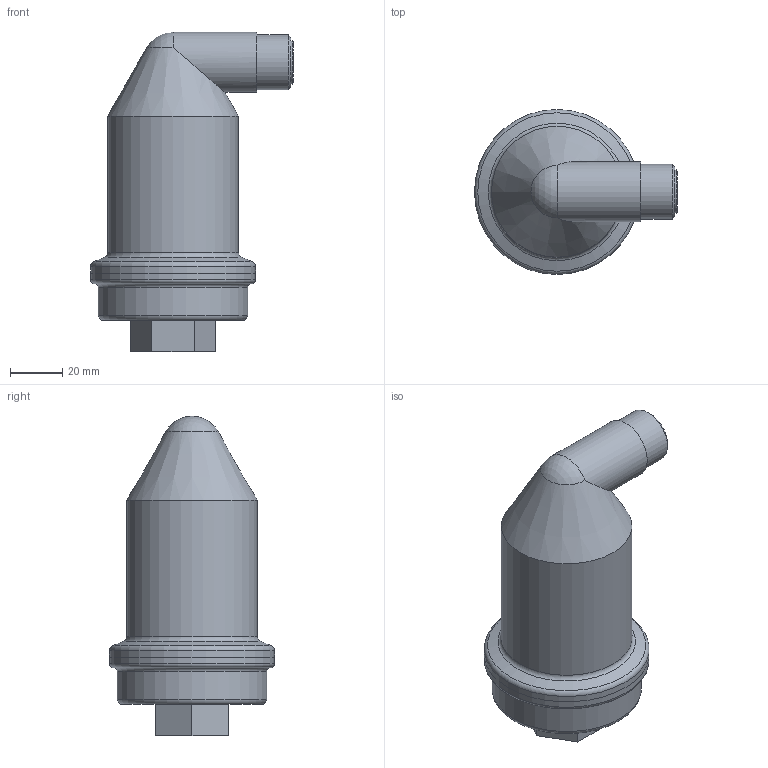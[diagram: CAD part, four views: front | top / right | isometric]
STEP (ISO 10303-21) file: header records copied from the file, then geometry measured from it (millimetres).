
FILE_DESCRIPTION(/* description */ (''),/* implementation_level */ '2;1');
FILE_NAME(/* name */ '3d_ExvoidT1_2S-9250600.stp',/* time_stamp */ '2015-12-07T14:52:11+01:00',/* author */ ('Andrzej'),/* organization */ (''),/* preprocessor_version */ 'ST-DEVELOPER v15.5',/* originating_system */ 'AutoCAD Mechanical',/* authorisation */ '');
FILE_SCHEMA (('AUTOMOTIVE_DESIGN { 1 0 10303 214 3 1 1 }'));
Length unit declared in the file: millimetre
Products named in the file (1): Product
Bounding box: 77.5 x 63 x 122 mm (x, y, z)
Volume: 216732 mm3; surface area: 30666.2 mm2
Topology: 2 solids, 2 shells, 42 faces, 86 edges, 54 vertices
Faces by surface type: plane 24, cylinder 8, torus 5, cone 4, sphere 1
Full cylindrical faces by diameter (mm): 16.662 x1, 20 x1, 20.955 x1, 23 x1, 50 x1, 57 x1, 63 x2
Entity records: 1114 total; most frequent: CARTESIAN_POINT 275, DIRECTION 176, ORIENTED_EDGE 130, AXIS2_PLACEMENT_3D 69, EDGE_LOOP 65, EDGE_CURVE 65, VERTEX_POINT 50, FACE_OUTER_BOUND 42
